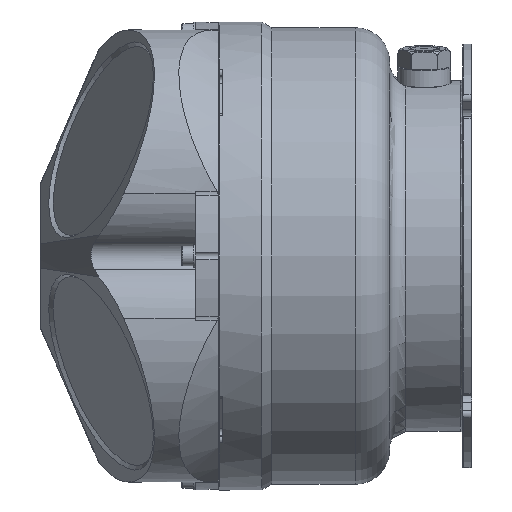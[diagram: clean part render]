
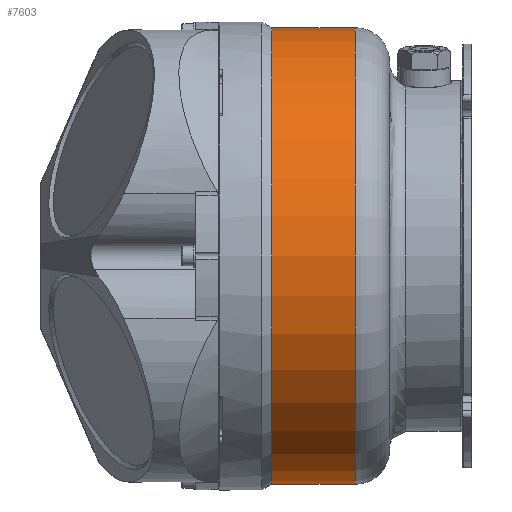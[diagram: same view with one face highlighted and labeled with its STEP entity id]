
A CAD part, front view. The second image highlights one B-rep face of the part: STEP entity #7603.
In plain terms, the highlighted cylindrical face has radius 100 mm (diameter 200 mm), a full revolution.
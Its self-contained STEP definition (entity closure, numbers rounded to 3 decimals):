
#773=CIRCLE('',#8366,100.);
#774=CIRCLE('',#8367,100.);
#775=CIRCLE('',#8368,100.);
#777=CIRCLE('',#8371,100.);
#778=CIRCLE('',#8372,100.);
#1259=FACE_OUTER_BOUND('',#1745,.T.);
#1745=EDGE_LOOP('',(#5913,#5914,#5915,#5916,#5917,#5918,#5919));
#2369=LINE('',#13330,#2763);
#2763=VECTOR('',#10108,100.);
#3337=VERTEX_POINT('',#13318);
#3338=VERTEX_POINT('',#13319);
#3339=VERTEX_POINT('',#13321);
#3340=VERTEX_POINT('',#13326);
#3341=VERTEX_POINT('',#13327);
#4290=EDGE_CURVE('',#3337,#3338,#773,.T.);
#4291=EDGE_CURVE('',#3339,#3337,#774,.T.);
#4292=EDGE_CURVE('',#3338,#3339,#775,.T.);
#4294=EDGE_CURVE('',#3340,#3341,#777,.T.);
#4295=EDGE_CURVE('',#3341,#3340,#778,.T.);
#4296=EDGE_CURVE('',#3341,#3339,#2369,.T.);
#5913=ORIENTED_EDGE('',*,*,#4294,.F.);
#5914=ORIENTED_EDGE('',*,*,#4295,.F.);
#5915=ORIENTED_EDGE('',*,*,#4296,.T.);
#5916=ORIENTED_EDGE('',*,*,#4291,.T.);
#5917=ORIENTED_EDGE('',*,*,#4290,.T.);
#5918=ORIENTED_EDGE('',*,*,#4292,.T.);
#5919=ORIENTED_EDGE('',*,*,#4296,.F.);
#7326=CYLINDRICAL_SURFACE('',#8370,100.);
#7603=ADVANCED_FACE('',(#1259),#7326,.T.);
#8366=AXIS2_PLACEMENT_3D('',#13320,#10094,#10095);
#8367=AXIS2_PLACEMENT_3D('',#13322,#10096,#10097);
#8368=AXIS2_PLACEMENT_3D('',#13323,#10098,#10099);
#8370=AXIS2_PLACEMENT_3D('',#13325,#10102,#10103);
#8371=AXIS2_PLACEMENT_3D('',#13328,#10104,#10105);
#8372=AXIS2_PLACEMENT_3D('',#13329,#10106,#10107);
#10094=DIRECTION('center_axis',(-1.,0.,0.));
#10095=DIRECTION('ref_axis',(0.,1.,0.));
#10096=DIRECTION('center_axis',(-1.,0.,0.));
#10097=DIRECTION('ref_axis',(0.,1.,0.));
#10098=DIRECTION('center_axis',(-1.,0.,0.));
#10099=DIRECTION('ref_axis',(0.,1.,0.));
#10102=DIRECTION('center_axis',(-1.,0.,0.));
#10103=DIRECTION('ref_axis',(0.,0.,
-1.));
#10104=DIRECTION('center_axis',(-1.,0.,0.));
#10105=DIRECTION('ref_axis',(0.,1.,0.));
#10106=DIRECTION('center_axis',(-1.,0.,0.));
#10107=DIRECTION('ref_axis',(0.,1.,0.));
#10108=DIRECTION('',(1.,0.,0.));
#13318=CARTESIAN_POINT('',(69.141,0.,-100.));
#13319=CARTESIAN_POINT('',(69.141,-100.,0.));
#13320=CARTESIAN_POINT('Origin',(69.141,0.,
0.));
#13321=CARTESIAN_POINT('',(69.141,0.,100.));
#13322=CARTESIAN_POINT('Origin',(69.141,0.,
0.));
#13323=CARTESIAN_POINT('Origin',(69.141,0.,
0.));
#13325=CARTESIAN_POINT('Origin',(50.806,0.,
0.));
#13326=CARTESIAN_POINT('',(32.472,0.,-100.));
#13327=CARTESIAN_POINT('',(32.472,0.,100.));
#13328=CARTESIAN_POINT('Origin',(32.472,0.,
0.));
#13329=CARTESIAN_POINT('Origin',(32.472,0.,
0.));
#13330=CARTESIAN_POINT('',(50.806,0.,100.));
